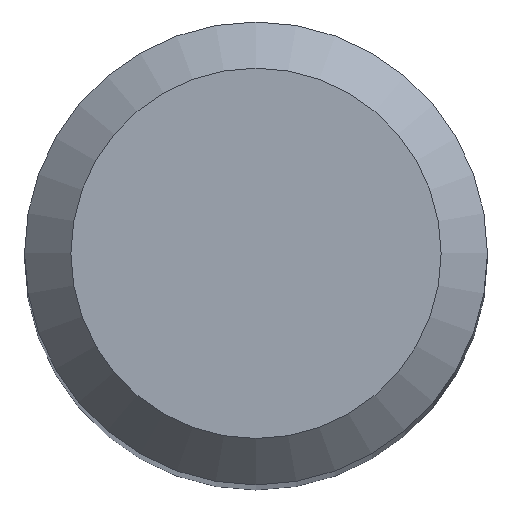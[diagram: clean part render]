
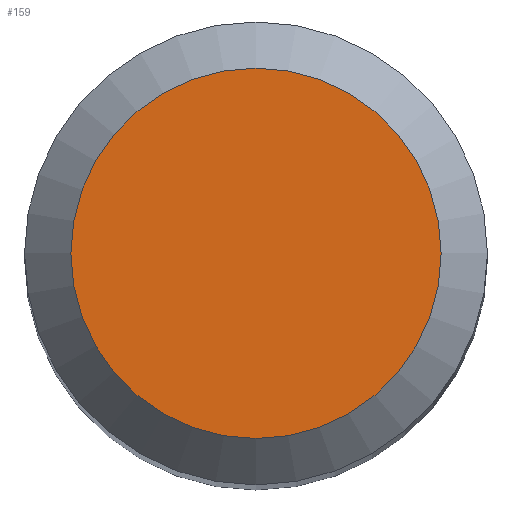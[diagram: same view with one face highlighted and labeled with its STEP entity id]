
A CAD part, top view. The second image highlights one B-rep face of the part: STEP entity #159.
In plain terms, the highlighted planar face has unit normal (0, 0, 1).
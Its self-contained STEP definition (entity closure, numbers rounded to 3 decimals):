
#4 = CARTESIAN_POINT ( 'NONE',  ( 0., 0., 38. ) ) ;
#13 = DIRECTION ( 'NONE',  ( 0., 1., 0. ) ) ;
#30 = EDGE_CURVE ( 'NONE', #180, #180, #123, .T. ) ;
#44 = DIRECTION ( 'NONE',  ( 0., 0., -1. ) ) ;
#51 = DIRECTION ( 'NONE',  ( 0., 0., -1. ) ) ;
#60 = ORIENTED_EDGE ( 'NONE', *, *, #30, .F. ) ;
#63 = CARTESIAN_POINT ( 'NONE',  ( 0., 1.2, 38. ) ) ;
#66 = CARTESIAN_POINT ( 'NONE',  ( 0., 0., 38. ) ) ;
#123 = CIRCLE ( 'NONE', #157, 1.2 ) ;
#145 = DIRECTION ( 'NONE',  ( 0., 1., 0. ) ) ;
#157 = AXIS2_PLACEMENT_3D ( 'NONE', #66, #44, #13 ) ;
#159 = ADVANCED_FACE ( 'NONE', ( #260 ), #165, .F. ) ;
#165 = PLANE ( 'NONE',  #233 ) ;
#180 = VERTEX_POINT ( 'NONE', #63 ) ;
#233 = AXIS2_PLACEMENT_3D ( 'NONE', #4, #51, #145 ) ;
#260 = FACE_OUTER_BOUND ( 'NONE', #264, .T. ) ;
#264 = EDGE_LOOP ( 'NONE', ( #60 ) ) ;
